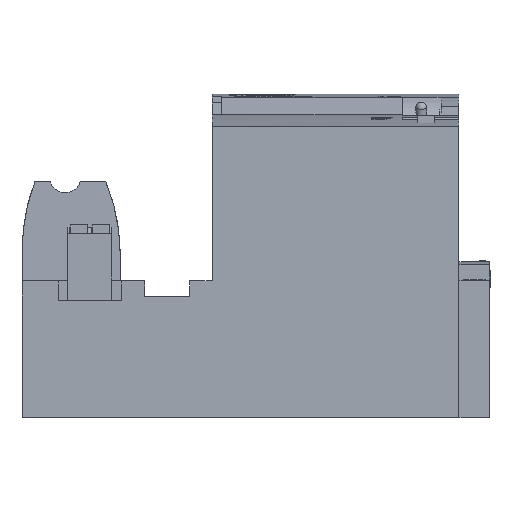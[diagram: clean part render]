
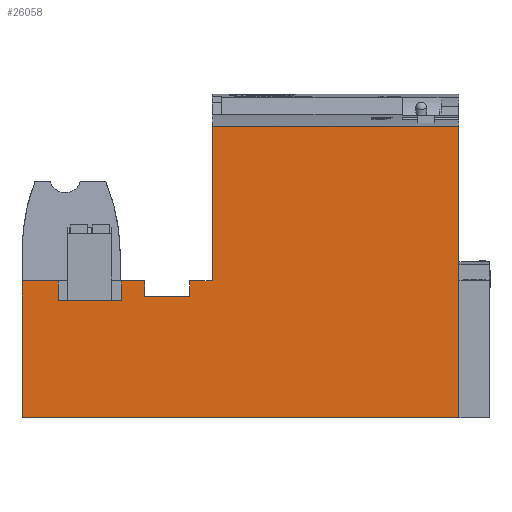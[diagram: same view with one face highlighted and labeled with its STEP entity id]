
A CAD part, front view. The second image highlights one B-rep face of the part: STEP entity #26058.
In plain terms, the highlighted planar face has unit normal (0, -1, 0).
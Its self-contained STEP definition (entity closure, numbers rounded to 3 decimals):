
#26058=ADVANCED_FACE('',(#33458),#30201,.T.);
#30201=PLANE('',#96675);
#33458=FACE_OUTER_BOUND('',#37435,.T.);
#37435=EDGE_LOOP('',(#42668,#42669,#42670,#42671,#42672,#42673,#42674,#42675,
#42676,#42677,#42678,#42679,#42680,#42681));
#42668=ORIENTED_EDGE('',*,*,#70703,.F.);
#42669=ORIENTED_EDGE('',*,*,#70704,.T.);
#42670=ORIENTED_EDGE('',*,*,#70705,.F.);
#42671=ORIENTED_EDGE('',*,*,#70706,.T.);
#42672=ORIENTED_EDGE('',*,*,#70707,.F.);
#42673=ORIENTED_EDGE('',*,*,#70708,.F.);
#42674=ORIENTED_EDGE('',*,*,#70709,.F.);
#42675=ORIENTED_EDGE('',*,*,#70710,.T.);
#42676=ORIENTED_EDGE('',*,*,#70711,.F.);
#42677=ORIENTED_EDGE('',*,*,#70712,.T.);
#42678=ORIENTED_EDGE('',*,*,#70713,.T.);
#42679=ORIENTED_EDGE('',*,*,#70669,.F.);
#42680=ORIENTED_EDGE('',*,*,#70714,.F.);
#42681=ORIENTED_EDGE('',*,*,#70715,.T.);
#63564=VERTEX_POINT('',#120125);
#63565=VERTEX_POINT('',#120127);
#63591=VERTEX_POINT('',#120197);
#63592=VERTEX_POINT('',#120198);
#63593=VERTEX_POINT('',#120200);
#63594=VERTEX_POINT('',#120202);
#63595=VERTEX_POINT('',#120204);
#63596=VERTEX_POINT('',#120206);
#63597=VERTEX_POINT('',#120208);
#63598=VERTEX_POINT('',#120210);
#63599=VERTEX_POINT('',#120212);
#63600=VERTEX_POINT('',#120214);
#63601=VERTEX_POINT('',#120216);
#63602=VERTEX_POINT('',#120219);
#70669=EDGE_CURVE('',#63564,#63565,#81149,.T.);
#70703=EDGE_CURVE('',#63591,#63592,#81178,.T.);
#70704=EDGE_CURVE('',#63591,#63593,#81179,.T.);
#70705=EDGE_CURVE('',#63594,#63593,#81180,.T.);
#70706=EDGE_CURVE('',#63594,#63595,#81181,.T.);
#70707=EDGE_CURVE('',#63596,#63595,#81182,.T.);
#70708=EDGE_CURVE('',#63597,#63596,#81183,.T.);
#70709=EDGE_CURVE('',#63598,#63597,#81184,.T.);
#70710=EDGE_CURVE('',#63598,#63599,#81185,.T.);
#70711=EDGE_CURVE('',#63600,#63599,#81186,.T.);
#70712=EDGE_CURVE('',#63600,#63601,#81187,.T.);
#70713=EDGE_CURVE('',#63601,#63565,#81188,.T.);
#70714=EDGE_CURVE('',#63602,#63564,#81189,.T.);
#70715=EDGE_CURVE('',#63602,#63592,#81190,.T.);
#81149=LINE('',#120126,#88837);
#81178=LINE('',#120196,#88866);
#81179=LINE('',#120199,#88867);
#81180=LINE('',#120201,#88868);
#81181=LINE('',#120203,#88869);
#81182=LINE('',#120205,#88870);
#81183=LINE('',#120207,#88871);
#81184=LINE('',#120209,#88872);
#81185=LINE('',#120211,#88873);
#81186=LINE('',#120213,#88874);
#81187=LINE('',#120215,#88875);
#81188=LINE('',#120217,#88876);
#81189=LINE('',#120218,#88877);
#81190=LINE('',#120220,#88878);
#88837=VECTOR('',#101900,1.);
#88866=VECTOR('',#101951,1.);
#88867=VECTOR('',#101952,1.);
#88868=VECTOR('',#101953,1.);
#88869=VECTOR('',#101954,1.);
#88870=VECTOR('',#101955,1.);
#88871=VECTOR('',#101956,1.);
#88872=VECTOR('',#101957,1.);
#88873=VECTOR('',#101958,1.);
#88874=VECTOR('',#101959,1.);
#88875=VECTOR('',#101960,1.);
#88876=VECTOR('',#101961,1.);
#88877=VECTOR('',#101962,1.);
#88878=VECTOR('',#101963,1.);
#96675=AXIS2_PLACEMENT_3D('',#120221,#101964,#101965);
#101900=DIRECTION('',(0.,0.,-1.));
#101951=DIRECTION('',(1.,0.,0.));
#101952=DIRECTION('',(0.,0.,-1.));
#101953=DIRECTION('',(1.,0.,0.));
#101954=DIRECTION('',(0.,0.,1.));
#101955=DIRECTION('',(1.,0.,0.));
#101956=DIRECTION('',(0.,0.,1.));
#101957=DIRECTION('',(1.,0.,0.));
#101958=DIRECTION('',(0.,0.,1.));
#101959=DIRECTION('',(1.,0.,0.));
#101960=DIRECTION('',(0.,0.,-1.));
#101961=DIRECTION('',(1.,0.,0.));
#101962=DIRECTION('',(1.,0.,0.));
#101963=DIRECTION('',(0.,0.,-1.));
#101964=DIRECTION('',(0.,-1.,0.));
#101965=DIRECTION('',(0.,0.,-1.));
#120125=CARTESIAN_POINT('',(0.,-76.6,59.596));
#120126=CARTESIAN_POINT('',(0.,-76.6,12.2));
#120127=CARTESIAN_POINT('',(0.,-76.6,-7.));
#120196=CARTESIAN_POINT('',(-81.,-76.6,24.3));
#120197=CARTESIAN_POINT('',(-61.6,-76.6,24.3));
#120198=CARTESIAN_POINT('',(-56.499,-76.6,24.3));
#120199=CARTESIAN_POINT('',(-61.6,-76.6,12.2));
#120200=CARTESIAN_POINT('',(-61.6,-76.6,20.8));
#120201=CARTESIAN_POINT('',(-100.,-76.6,20.8));
#120202=CARTESIAN_POINT('',(-71.9,-76.6,20.8));
#120203=CARTESIAN_POINT('',(-71.9,-76.6,12.2));
#120204=CARTESIAN_POINT('',(-71.9,-76.6,24.3));
#120205=CARTESIAN_POINT('',(-81.,-76.6,24.3));
#120206=CARTESIAN_POINT('',(-77.2,-76.6,24.3));
#120207=CARTESIAN_POINT('',(-77.2,-76.6,19.8));
#120208=CARTESIAN_POINT('',(-77.2,-76.6,19.8));
#120209=CARTESIAN_POINT('',(-91.75,-76.6,19.8));
#120210=CARTESIAN_POINT('',(-91.75,-76.6,19.8));
#120211=CARTESIAN_POINT('',(-91.75,-76.6,19.8));
#120212=CARTESIAN_POINT('',(-91.75,-76.6,24.3));
#120213=CARTESIAN_POINT('',(-81.,-76.6,24.3));
#120214=CARTESIAN_POINT('',(-100.,-76.6,24.3));
#120215=CARTESIAN_POINT('',(-100.,-76.6,12.2));
#120216=CARTESIAN_POINT('',(-100.,-76.6,-7.));
#120217=CARTESIAN_POINT('',(-100.,-76.6,-7.));
#120218=CARTESIAN_POINT('',(-56.499,-76.6,59.596));
#120219=CARTESIAN_POINT('',(-56.499,-76.6,59.596));
#120220=CARTESIAN_POINT('',(-56.499,-76.6,59.596));
#120221=CARTESIAN_POINT('',(-100.,-76.6,12.2));
